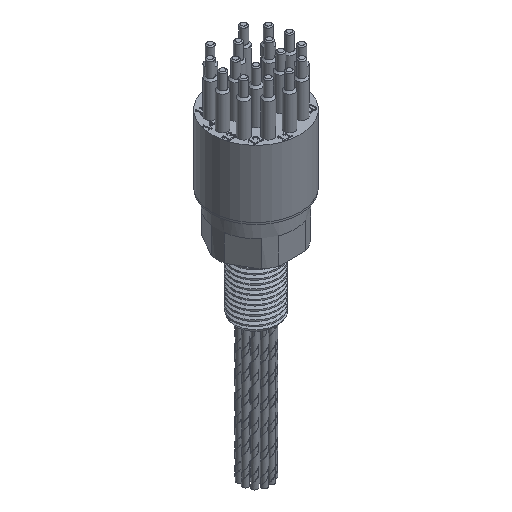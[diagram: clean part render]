
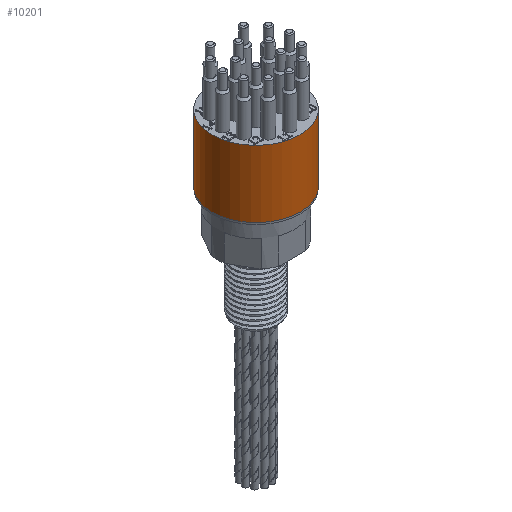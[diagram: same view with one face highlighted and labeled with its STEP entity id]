
A CAD part, isometric view. The second image highlights one B-rep face of the part: STEP entity #10201.
In plain terms, the highlighted cylindrical face has radius 12.5 mm (diameter 25 mm), a full revolution.
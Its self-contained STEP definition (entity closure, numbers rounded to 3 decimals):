
#1654=CYLINDRICAL_SURFACE($,#10717,12.5);
#1808=FACE_BOUND($,#3498,.T.);
#1854=CIRCLE($,#10454,12.5);
#1958=CIRCLE($,#10718,12.5);
#2784=FACE_OUTER_BOUND($,#3497,.T.);
#3497=EDGE_LOOP($,(#8922));
#3498=EDGE_LOOP($,(#8923));
#4709=VERTEX_POINT($,#19468);
#4867=VERTEX_POINT($,#32845);
#6000=EDGE_CURVE($,#4709,#4709,#1854,.T.);
#6222=EDGE_CURVE($,#4867,#4867,#1958,.T.);
#8922=ORIENTED_EDGE($,*,*,#6000,.T.);
#8923=ORIENTED_EDGE($,*,*,#6222,.F.);
#10201=ADVANCED_FACE($,(#2784,#1808),#1654,.T.);
#10454=AXIS2_PLACEMENT_3D($,#19469,#11931,#11932);
#10717=AXIS2_PLACEMENT_3D($,#32844,#12515,#12516);
#10718=AXIS2_PLACEMENT_3D($,#32846,#12517,#12518);
#11931=DIRECTION('center_axis',(0.,0.,-1.));
#11932=DIRECTION('ref_axis',(-1.,0.,0.));
#12515=DIRECTION('center_axis',(0.,0.,1.));
#12516=DIRECTION('ref_axis',(-1.,0.,0.));
#12517=DIRECTION('center_axis',(0.,0.,-1.));
#12518=DIRECTION('ref_axis',(-1.,0.,0.));
#19468=CARTESIAN_POINT('',(12.5,0.,19.));
#19469=CARTESIAN_POINT('Origin',(0.,0.,19.));
#32844=CARTESIAN_POINT('Origin',(0.,0.,0.));
#32845=CARTESIAN_POINT('',(12.5,0.,0.));
#32846=CARTESIAN_POINT('Origin',(0.,0.,0.));
